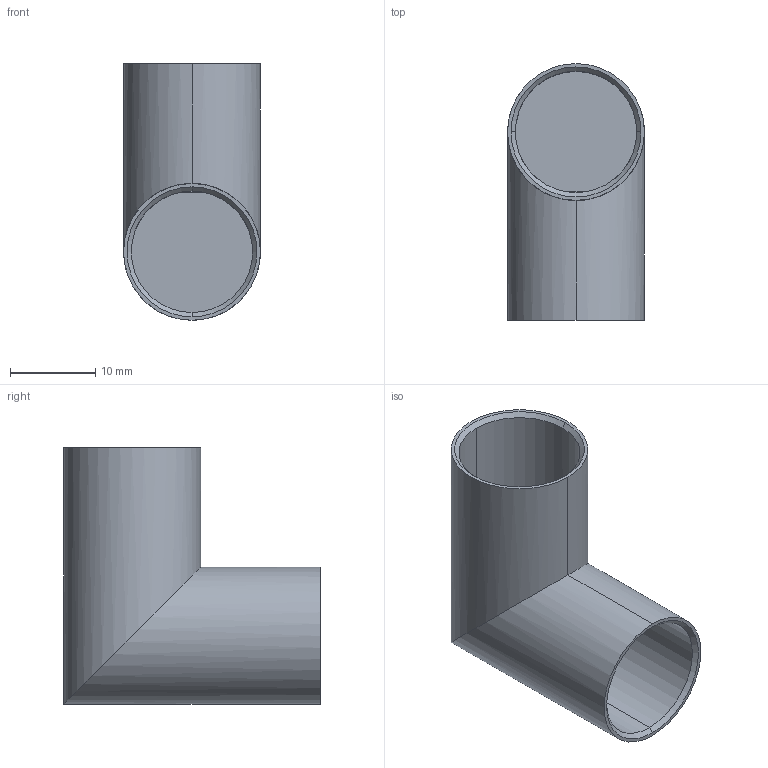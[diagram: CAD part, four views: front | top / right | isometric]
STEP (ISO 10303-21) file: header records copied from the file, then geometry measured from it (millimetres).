
FILE_DESCRIPTION (( 'STEP AP203' ), '1' );
FILE_NAME ('50499-240-14.step', '2020-10-12T11:54:46', ( '' ), ( '' ), 'SwSTEP 2.0', 'SolidWorks 2018', '' );
FILE_SCHEMA (( 'CONFIG_CONTROL_DESIGN' ));
Length unit declared in the file: millimetre
Products named in the file (2): 50499-240-14
Bounding box: 16 x 30 x 30 mm (x, y, z)
Volume: 4084.1 mm3; surface area: 3932.4 mm2
Topology: 1 solids, 1 shells, 269 faces, 704 edges, 467 vertices
Faces by surface type: plane 129, bspline 98, cylinder 38, cone 4
Entity records: 12349 total; most frequent: CARTESIAN_POINT 6232, ORIENTED_EDGE 1408, DIRECTION 938, EDGE_CURVE 704, VERTEX_POINT 467, LINE 344, VECTOR 344, EDGE_LOOP 301
